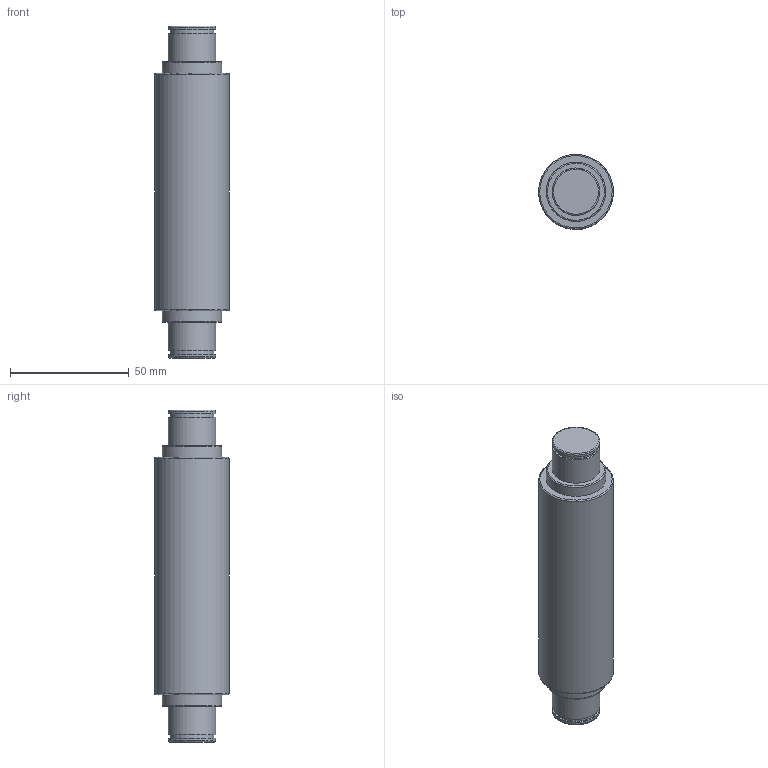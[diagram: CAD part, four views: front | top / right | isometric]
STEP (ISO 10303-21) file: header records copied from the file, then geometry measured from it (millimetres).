
FILE_DESCRIPTION( ('This file contains a STEP AP42 implementation' ,'as created by ZW3D STEP Interface translator.') ,'2;1' );
FILE_NAME( 'CYLINDRE GRIT D33.7.stp' ,'20 620.141942', (''), ('ZWCAD Software Co.'), 'Version 1.0', 'ZW3D to STEP translator', '' );
FILE_SCHEMA(('AUTOMOTIVE_DESIGN'));
Length unit declared in the file: millimetre
Products named in the file (2): 0; CYLINDRE GRIT
Bounding box: 31.49 x 31.47 x 140 mm (x, y, z)
Volume: 92936.7 mm3; surface area: 19592.9 mm2
Topology: 9 solids, 9 shells, 33 faces, 48 edges, 42 vertices
Faces by surface type: bspline 33
Entity records: 1063 total; most frequent: CARTESIAN_POINT 685, ORIENTED_EDGE 78, EDGE_CURVE 39, EDGE_LOOP 33, FACE_OUTER_BOUND 33, ADVANCED_FACE 33, OVER_RIDING_STYLED_ITEM 33, VERTEX_POINT 24
